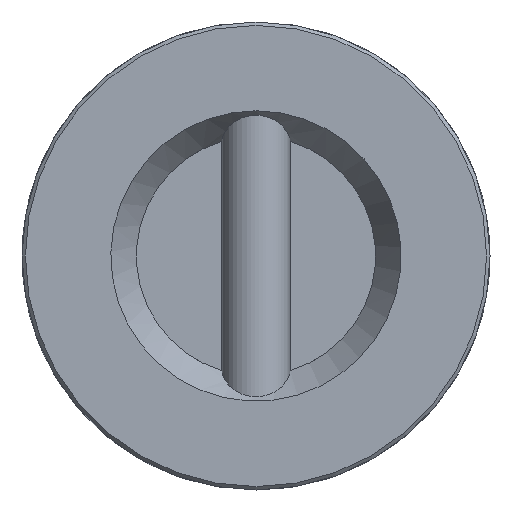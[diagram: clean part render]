
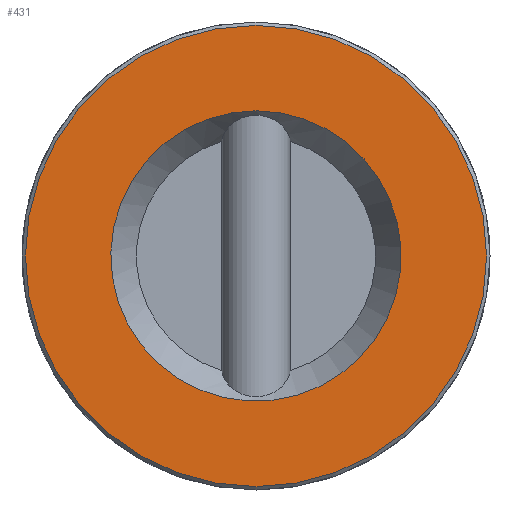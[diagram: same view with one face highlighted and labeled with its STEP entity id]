
A CAD part, front view. The second image highlights one B-rep face of the part: STEP entity #431.
In plain terms, the highlighted planar face has unit normal (0, -1, 0).
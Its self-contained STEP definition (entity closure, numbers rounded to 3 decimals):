
#170 = DIRECTION ( 'NONE',  ( 0., 1., 0. ) ) ;
#371 = EDGE_CURVE ( 'NONE', #900, #900, #986, .T. ) ;
#431 = ADVANCED_FACE ( 'NONE', ( #1626, #936 ), #2111, .F. ) ;
#453 = DIRECTION ( 'NONE',  ( 0., 0., 1. ) ) ;
#519 = CIRCLE ( 'NONE', #1778, 42.5 ) ;
#619 = DIRECTION ( 'NONE',  ( 0., 1., 0. ) ) ;
#636 = DIRECTION ( 'NONE',  ( 0., 0., 1. ) ) ;
#748 = CARTESIAN_POINT ( 'NONE',  ( 0., 0., 67.5 ) ) ;
#900 = VERTEX_POINT ( 'NONE', #748 ) ;
#904 = EDGE_CURVE ( 'NONE', #1871, #1871, #519, .T. ) ;
#923 = DIRECTION ( 'NONE',  ( 0., -1., 0. ) ) ;
#936 = FACE_BOUND ( 'NONE', #1876, .T. ) ;
#976 = CARTESIAN_POINT ( 'NONE',  ( 0., 0., 0. ) ) ;
#986 = CIRCLE ( 'NONE', #1327, 67.5 ) ;
#1009 = EDGE_LOOP ( 'NONE', ( #1885 ) ) ;
#1319 = ORIENTED_EDGE ( 'NONE', *, *, #904, .T. ) ;
#1327 = AXIS2_PLACEMENT_3D ( 'NONE', #1873, #923, #1886 ) ;
#1569 = CARTESIAN_POINT ( 'NONE',  ( 0., 0., 42.5 ) ) ;
#1626 = FACE_OUTER_BOUND ( 'NONE', #1009, .T. ) ;
#1760 = CARTESIAN_POINT ( 'NONE',  ( 42.5, 0., 0. ) ) ;
#1778 = AXIS2_PLACEMENT_3D ( 'NONE', #976, #170, #453 ) ;
#1871 = VERTEX_POINT ( 'NONE', #1569 ) ;
#1873 = CARTESIAN_POINT ( 'NONE',  ( 0., 0., 0. ) ) ;
#1876 = EDGE_LOOP ( 'NONE', ( #1319 ) ) ;
#1885 = ORIENTED_EDGE ( 'NONE', *, *, #371, .T. ) ;
#1886 = DIRECTION ( 'NONE',  ( 0., 0., 1. ) ) ;
#1950 = AXIS2_PLACEMENT_3D ( 'NONE', #1760, #619, #636 ) ;
#2111 = PLANE ( 'NONE',  #1950 ) ;
